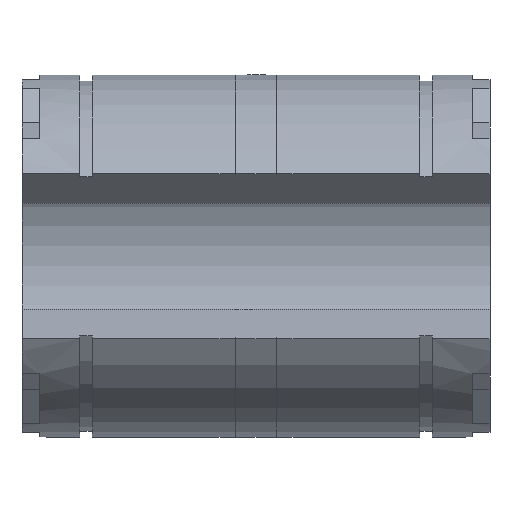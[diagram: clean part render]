
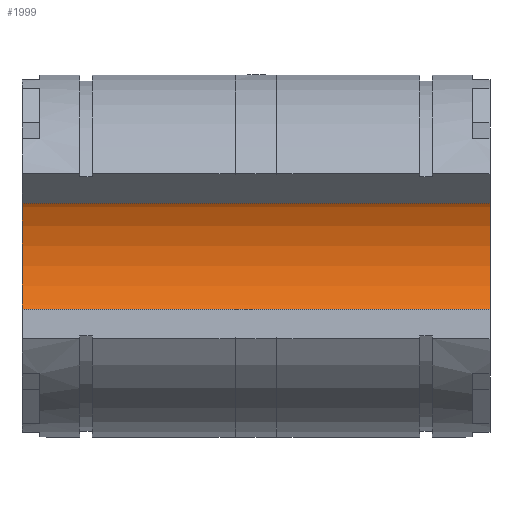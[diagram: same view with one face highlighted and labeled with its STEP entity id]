
A CAD part, front view. The second image highlights one B-rep face of the part: STEP entity #1999.
In plain terms, the highlighted cylindrical face has radius 20 mm (diameter 40 mm), a partial arc.
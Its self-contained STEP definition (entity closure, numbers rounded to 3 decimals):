
#26=CYLINDRICAL_SURFACE('',#2151,20.);
#120=LINE('',#3074,#364);
#121=LINE('',#3075,#365);
#364=VECTOR('',#2434,1000.);
#365=VECTOR('',#2435,1000.);
#646=ORIENTED_EDGE('',*,*,#1116,.F.);
#647=ORIENTED_EDGE('',*,*,#1229,.T.);
#648=ORIENTED_EDGE('',*,*,#1166,.T.);
#649=ORIENTED_EDGE('',*,*,#1230,.T.);
#1116=EDGE_CURVE('',#1412,#1413,#1609,.T.);
#1166=EDGE_CURVE('',#1462,#1463,#1618,.T.);
#1229=EDGE_CURVE('',#1412,#1462,#120,.T.);
#1230=EDGE_CURVE('',#1463,#1413,#121,.F.);
#1412=VERTEX_POINT('',#2854);
#1413=VERTEX_POINT('',#2856);
#1462=VERTEX_POINT('',#2956);
#1463=VERTEX_POINT('',#2957);
#1609=CIRCLE('',#2121,20.);
#1618=CIRCLE('',#2131,20.);
#1670=EDGE_LOOP('',(#646,#647,#648,#649));
#1790=FACE_BOUND('',#1670,.T.);
#1999=ADVANCED_FACE('',(#1790),#26,.F.);
#2121=AXIS2_PLACEMENT_3D('',#2855,#2287,#2288);
#2131=AXIS2_PLACEMENT_3D('',#2955,#2348,#2349);
#2151=AXIS2_PLACEMENT_3D('',#3073,#2432,#2433);
#2287=DIRECTION('',(1.,0.,0.));
#2288=DIRECTION('',(0.,0.,-1.));
#2348=DIRECTION('',(1.,0.,0.));
#2349=DIRECTION('',(0.,0.,-1.));
#2432=DIRECTION('',(1.,0.,0.));
#2433=DIRECTION('',(0.,0.,-1.));
#2434=DIRECTION('',(1.,0.,0.));
#2435=DIRECTION('',(1.,0.,0.));
#2854=CARTESIAN_POINT('',(-40.,-17.82,-9.08));
#2855=CARTESIAN_POINT('',(-40.,0.,0.));
#2856=CARTESIAN_POINT('',(-40.,-17.82,9.08));
#2955=CARTESIAN_POINT('',(40.,0.,0.));
#2956=CARTESIAN_POINT('',(40.,-17.82,-9.08));
#2957=CARTESIAN_POINT('',(40.,-17.82,9.08));
#3073=CARTESIAN_POINT('',(40.,0.,0.));
#3074=CARTESIAN_POINT('',(40.,-17.82,-9.08));
#3075=CARTESIAN_POINT('',(40.,-17.82,9.08));
